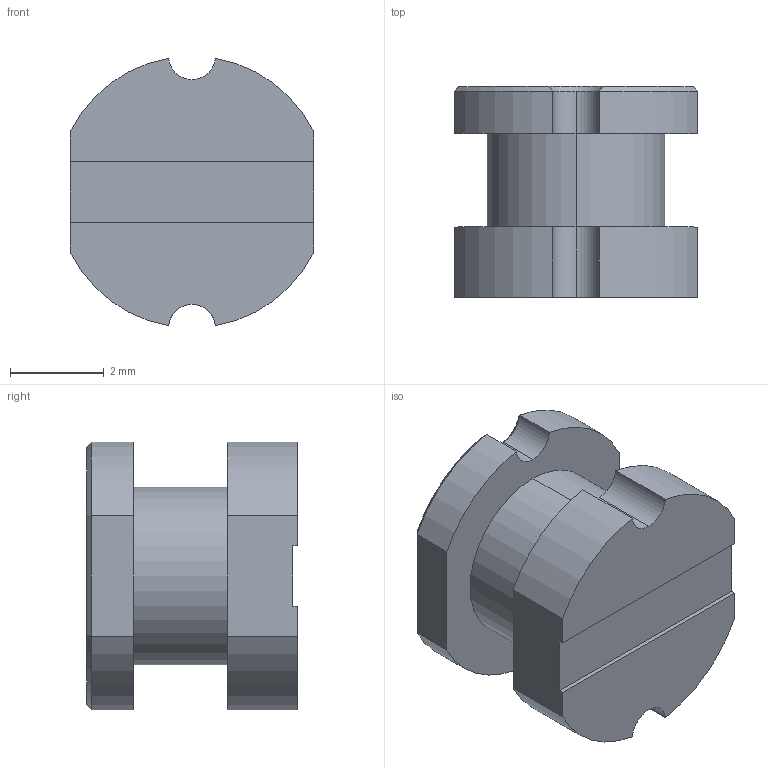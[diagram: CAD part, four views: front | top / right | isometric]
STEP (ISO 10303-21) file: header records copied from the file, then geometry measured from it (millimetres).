
FILE_DESCRIPTION (( 'STEP AP214' ), '1' );
FILE_NAME ('DLG-0504-100.STEP', '2024-10-18T11:04:03', ( '' ), ( '' ), 'SwSTEP 2.0', 'SolidWorks 2023', '' );
FILE_SCHEMA (( 'AUTOMOTIVE_DESIGN' ));
Length unit declared in the file: millimetre
Products named in the file (1): DLG-0504-100
Bounding box: 5.2 x 4.5 x 5.71 mm (x, y, z)
Volume: 83.5 mm3; surface area: 146.9 mm2
Topology: 1 solids, 1 shells, 37 faces, 91 edges, 58 vertices
Faces by surface type: cylinder 16, plane 14, cone 7
Entity records: 1539 total; most frequent: CARTESIAN_POINT 211, DIRECTION 199, ORIENTED_EDGE 182, EDGE_CURVE 91, AXIS2_PLACEMENT_3D 78, VERTEX_POINT 58, VECTOR 43, LINE 43
